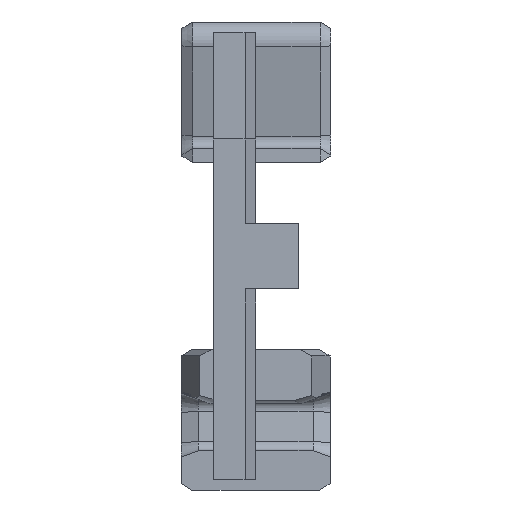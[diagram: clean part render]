
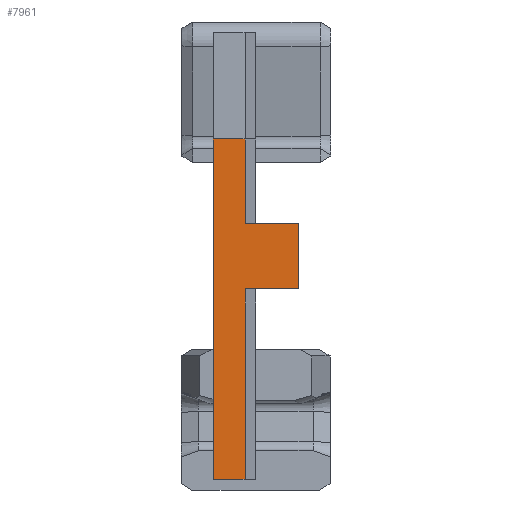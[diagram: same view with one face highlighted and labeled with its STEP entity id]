
A CAD part, front view. The second image highlights one B-rep face of the part: STEP entity #7961.
In plain terms, the highlighted planar face has unit normal (0, -1, 0).
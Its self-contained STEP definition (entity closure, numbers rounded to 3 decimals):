
#7961=ADVANCED_FACE('',(#10142),#9220,.T.);
#9220=PLANE('',#31323);
#10142=FACE_OUTER_BOUND('',#11450,.T.);
#11450=EDGE_LOOP('',(#13258,#13259,#13260,#13261,#13262,#13263,#13264,#13265));
#13258=ORIENTED_EDGE('',*,*,#21134,.T.);
#13259=ORIENTED_EDGE('',*,*,#21132,.T.);
#13260=ORIENTED_EDGE('',*,*,#21135,.T.);
#13261=ORIENTED_EDGE('',*,*,#21136,.T.);
#13262=ORIENTED_EDGE('',*,*,#21137,.T.);
#13263=ORIENTED_EDGE('',*,*,#21138,.F.);
#13264=ORIENTED_EDGE('',*,*,#21139,.T.);
#13265=ORIENTED_EDGE('',*,*,#21140,.T.);
#19152=VERTEX_POINT('',#39333);
#19153=VERTEX_POINT('',#39335);
#19154=VERTEX_POINT('',#39339);
#19155=VERTEX_POINT('',#39341);
#19156=VERTEX_POINT('',#39343);
#19157=VERTEX_POINT('',#39345);
#19158=VERTEX_POINT('',#39347);
#19159=VERTEX_POINT('',#39349);
#21132=EDGE_CURVE('',#19153,#19152,#25276,.T.);
#21134=EDGE_CURVE('',#19154,#19153,#25278,.T.);
#21135=EDGE_CURVE('',#19152,#19155,#25279,.T.);
#21136=EDGE_CURVE('',#19155,#19156,#25280,.T.);
#21137=EDGE_CURVE('',#19156,#19157,#25281,.T.);
#21138=EDGE_CURVE('',#19158,#19157,#25282,.T.);
#21139=EDGE_CURVE('',#19158,#19159,#25283,.T.);
#21140=EDGE_CURVE('',#19159,#19154,#25284,.T.);
#25276=LINE('',#39334,#27684);
#25278=LINE('',#39338,#27686);
#25279=LINE('',#39340,#27687);
#25280=LINE('',#39342,#27688);
#25281=LINE('',#39344,#27689);
#25282=LINE('',#39346,#27690);
#25283=LINE('',#39348,#27691);
#25284=LINE('',#39350,#27692);
#27684=VECTOR('',#33378,1.);
#27686=VECTOR('',#33382,1.);
#27687=VECTOR('',#33383,1.);
#27688=VECTOR('',#33384,1.);
#27689=VECTOR('',#33385,1.);
#27690=VECTOR('',#33386,1.);
#27691=VECTOR('',#33387,1.);
#27692=VECTOR('',#33388,1.);
#31323=AXIS2_PLACEMENT_3D('',#39351,#33389,#33390);
#33378=DIRECTION('',(0.,0.,1.));
#33382=DIRECTION('',(1.,0.,0.));
#33383=DIRECTION('',(-1.,0.,0.));
#33384=DIRECTION('',(0.,0.,1.));
#33385=DIRECTION('',(-1.,0.,0.));
#33386=DIRECTION('',(0.,0.,1.));
#33387=DIRECTION('',(1.,0.,0.));
#33388=DIRECTION('',(0.,0.,1.));
#33389=DIRECTION('',(0.,-1.,0.));
#33390=DIRECTION('',(0.,0.,1.));
#39333=CARTESIAN_POINT('',(4.,-35.,1.55));
#39334=CARTESIAN_POINT('',(4.,-35.,-1.55));
#39335=CARTESIAN_POINT('',(4.,-35.,-1.55));
#39338=CARTESIAN_POINT('',(1.5,-35.,-1.55));
#39339=CARTESIAN_POINT('',(1.5,-35.,-1.55));
#39340=CARTESIAN_POINT('',(4.,-35.,1.55));
#39341=CARTESIAN_POINT('',(1.5,-35.,1.55));
#39342=CARTESIAN_POINT('',(1.5,-35.,1.55));
#39343=CARTESIAN_POINT('',(1.5,-35.,5.5));
#39344=CARTESIAN_POINT('',(1.5,-35.,5.5));
#39345=CARTESIAN_POINT('',(0.,-35.,5.5));
#39346=CARTESIAN_POINT('',(0.,-35.,-10.5));
#39347=CARTESIAN_POINT('',(0.,-35.,-10.5));
#39348=CARTESIAN_POINT('',(0.,-35.,-10.5));
#39349=CARTESIAN_POINT('',(1.5,-35.,-10.5));
#39350=CARTESIAN_POINT('',(1.5,-35.,-10.5));
#39351=CARTESIAN_POINT('',(4.1,-35.,-10.7));
